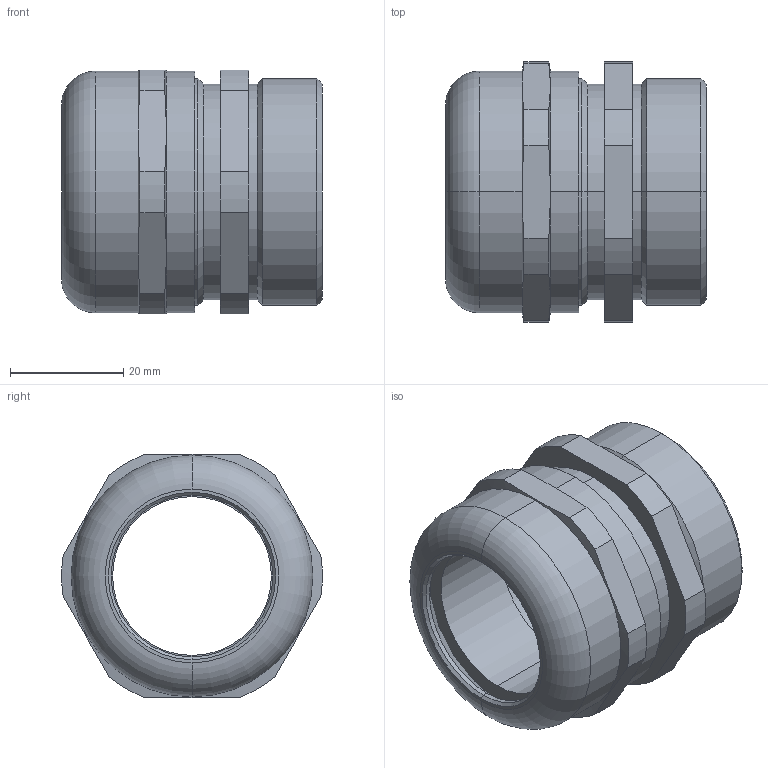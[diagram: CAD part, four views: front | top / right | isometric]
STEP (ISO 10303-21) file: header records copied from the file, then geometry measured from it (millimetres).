
FILE_DESCRIPTION((''),'2;1');
FILE_NAME('2086141_ASM','2015-02-24T',('AndreasKeweloh'),(''),'CREO PARAMETRIC BY PTC INC, 2014440','CREO PARAMETRIC BY PTC INC, 2014440','');
FILE_SCHEMA(('CONFIG_CONTROL_DESIGN'));
Length unit declared in the file: millimetre
Products named in the file (4): 2086048T1_PG29_2; EV501_M40_1; 2086048T2_PG29_1; 2086141_ASM
Assembly tree (3 placements, depth 2):
  2086141_ASM
    2086048T1_PG29_2
    EV501_M40_1
    2086048T2_PG29_1
Bounding box: 46 x 45.93 x 43 mm (x, y, z)
Volume: 24264.4 mm3; surface area: 19610.4 mm2
Topology: 3 solids, 3 shells, 81 faces, 186 edges, 114 vertices
Faces by surface type: cylinder 36, cone 22, plane 21, torus 2
Entity records: 2465 total; most frequent: CARTESIAN_POINT 477, DIRECTION 434, ORIENTED_EDGE 372, EDGE_CURVE 186, AXIS2_PLACEMENT_3D 176, VERTEX_POINT 114, EDGE_LOOP 90, CIRCLE 88
